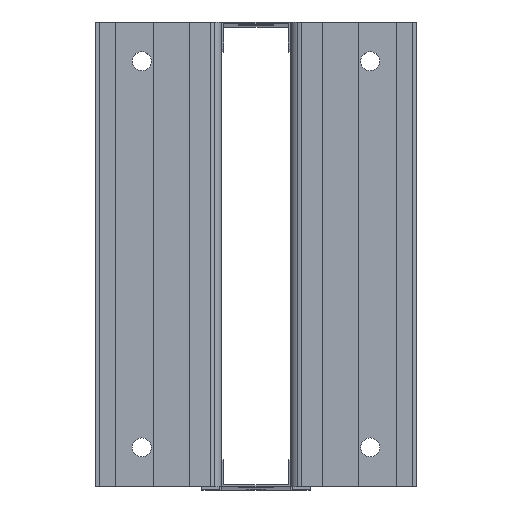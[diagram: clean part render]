
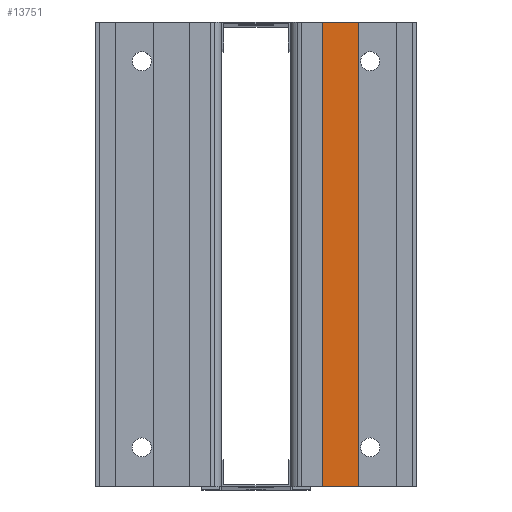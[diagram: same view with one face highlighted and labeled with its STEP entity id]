
A CAD part, top view. The second image highlights one B-rep face of the part: STEP entity #13751.
In plain terms, the highlighted planar face has unit normal (0, 0, 1).
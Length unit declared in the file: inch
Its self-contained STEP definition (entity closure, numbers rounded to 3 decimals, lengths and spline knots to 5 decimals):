
#557 = CARTESIAN_POINT ( 'NONE',  ( 1.39832, -10.1378, -0.1063 ) ) ;
#954 = CARTESIAN_POINT ( 'NONE',  ( 2.99832, 10.1378, -0.1063 ) ) ;
#2770 = ORIENTED_EDGE ( 'NONE', *, *, #45003, .T. ) ;
#3768 = CARTESIAN_POINT ( 'NONE',  ( 1.39832, -10.1378, -0.1063 ) ) ;
#6770 = CARTESIAN_POINT ( 'NONE',  ( 2.99832, -10.1378, -0.1063 ) ) ;
#7077 = EDGE_LOOP ( 'NONE', ( #43363, #30133, #16141, #2770 ) ) ;
#7082 = DIRECTION ( 'NONE',  ( -1., 0., 0. ) ) ;
#7256 = VERTEX_POINT ( 'NONE', #11722 ) ;
#8230 = DIRECTION ( 'NONE',  ( -1., 0., 0. ) ) ;
#8479 = VERTEX_POINT ( 'NONE', #954 ) ;
#9501 = DIRECTION ( 'NONE',  ( 0., 1., 0. ) ) ;
#9675 = LINE ( 'NONE', #11899, #37520 ) ;
#10924 = DIRECTION ( 'NONE',  ( 0., 0., -1. ) ) ;
#11448 = VECTOR ( 'NONE', #7082, 39.37008 ) ;
#11722 = CARTESIAN_POINT ( 'NONE',  ( 1.39832, 10.1378, -0.1063 ) ) ;
#11801 = EDGE_CURVE ( 'NONE', #37761, #7256, #38551, .T. ) ;
#11899 = CARTESIAN_POINT ( 'NONE',  ( 1.39832, 10.1378, -0.1063 ) ) ;
#13751 = ADVANCED_FACE ( 'NONE', ( #24602 ), #46633, .F. ) ;
#14489 = LINE ( 'NONE', #6770, #30979 ) ;
#14738 = EDGE_CURVE ( 'NONE', #35624, #37761, #16018, .T. ) ;
#16018 = LINE ( 'NONE', #3768, #11448 ) ;
#16141 = ORIENTED_EDGE ( 'NONE', *, *, #14738, .F. ) ;
#19717 = AXIS2_PLACEMENT_3D ( 'NONE', #36606, #10924, #44076 ) ;
#20302 = CARTESIAN_POINT ( 'NONE',  ( 1.39832, -10.1378, -0.1063 ) ) ;
#24602 = FACE_OUTER_BOUND ( 'NONE', #7077, .T. ) ;
#30133 = ORIENTED_EDGE ( 'NONE', *, *, #11801, .F. ) ;
#30979 = VECTOR ( 'NONE', #31868, 39.37008 ) ;
#31649 = EDGE_CURVE ( 'NONE', #8479, #7256, #9675, .T. ) ;
#31868 = DIRECTION ( 'NONE',  ( 0., 1., 0. ) ) ;
#35624 = VERTEX_POINT ( 'NONE', #39330 ) ;
#36606 = CARTESIAN_POINT ( 'NONE',  ( 1.39832, -10.1378, -0.1063 ) ) ;
#37520 = VECTOR ( 'NONE', #8230, 39.37008 ) ;
#37761 = VERTEX_POINT ( 'NONE', #557 ) ;
#38551 = LINE ( 'NONE', #20302, #42482 ) ;
#39330 = CARTESIAN_POINT ( 'NONE',  ( 2.99832, -10.1378, -0.1063 ) ) ;
#42482 = VECTOR ( 'NONE', #9501, 39.37008 ) ;
#43363 = ORIENTED_EDGE ( 'NONE', *, *, #31649, .T. ) ;
#44076 = DIRECTION ( 'NONE',  ( -1., 0., 0. ) ) ;
#45003 = EDGE_CURVE ( 'NONE', #35624, #8479, #14489, .T. ) ;
#46633 = PLANE ( 'NONE',  #19717 ) ;
